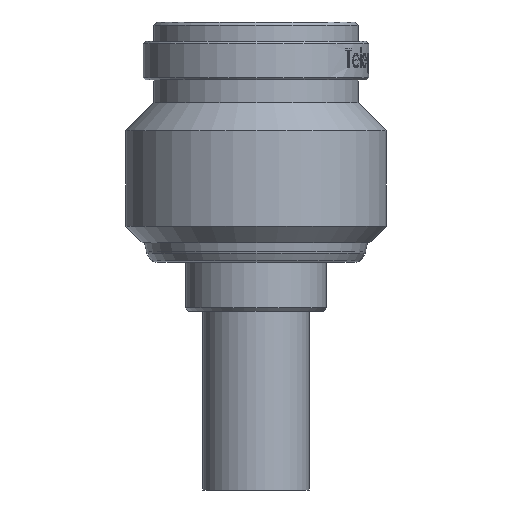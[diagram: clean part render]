
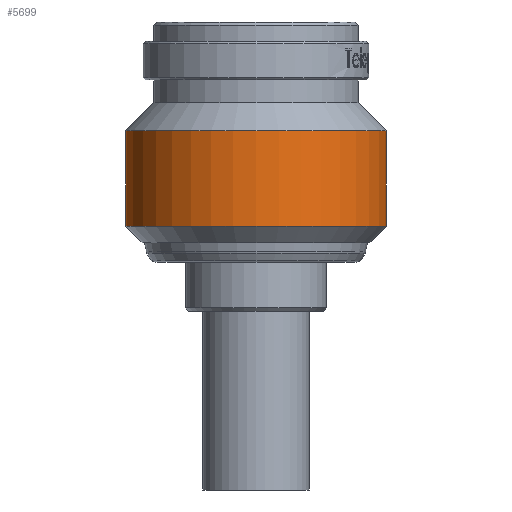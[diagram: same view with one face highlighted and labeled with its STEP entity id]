
A CAD part, front view. The second image highlights one B-rep face of the part: STEP entity #5699.
In plain terms, the highlighted cylindrical face has radius 8.1 mm (diameter 16.2 mm), a partial arc.
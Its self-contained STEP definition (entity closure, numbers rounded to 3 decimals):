
#46 = VERTEX_POINT ( 'NONE', #8908 ) ;
#133 = FACE_OUTER_BOUND ( 'NONE', #13508, .T. ) ;
#769 = EDGE_CURVE ( 'NONE', #9867, #3734, #9659, .T. ) ;
#1588 = CARTESIAN_POINT ( 'NONE',  ( 0., 0., -11.825 ) ) ;
#1661 = ORIENTED_EDGE ( 'NONE', *, *, #8837, .F. ) ;
#1702 = DIRECTION ( 'NONE',  ( 0., 0., 1. ) ) ;
#1761 = VERTEX_POINT ( 'NONE', #4389 ) ;
#2260 = AXIS2_PLACEMENT_3D ( 'NONE', #14959, #6622, #16380 ) ;
#2798 = EDGE_CURVE ( 'NONE', #46, #1761, #12984, .T. ) ;
#2911 = ORIENTED_EDGE ( 'NONE', *, *, #12112, .T. ) ;
#3002 = DIRECTION ( 'NONE',  ( 1., 0., 0. ) ) ;
#3565 = CARTESIAN_POINT ( 'NONE',  ( -8.1, 0., 0.85 ) ) ;
#3734 = VERTEX_POINT ( 'NONE', #16833 ) ;
#3868 = ORIENTED_EDGE ( 'NONE', *, *, #2798, .T. ) ;
#4389 = CARTESIAN_POINT ( 'NONE',  ( 8.1, 0., -5.9 ) ) ;
#5699 = ADVANCED_FACE ( 'NONE', ( #133 ), #13272, .T. ) ;
#6622 = DIRECTION ( 'NONE',  ( 0., 0., 1. ) ) ;
#6869 = CARTESIAN_POINT ( 'NONE',  ( 0., 0., 0.85 ) ) ;
#7912 = CIRCLE ( 'NONE', #15358, 8.1 ) ;
#8837 = EDGE_CURVE ( 'NONE', #3734, #1761, #16165, .T. ) ;
#8902 = ORIENTED_EDGE ( 'NONE', *, *, #769, .F. ) ;
#8908 = CARTESIAN_POINT ( 'NONE',  ( 8.1, 0., -11.825 ) ) ;
#9659 = LINE ( 'NONE', #3565, #17050 ) ;
#9867 = VERTEX_POINT ( 'NONE', #9930 ) ;
#9930 = CARTESIAN_POINT ( 'NONE',  ( -8.1, 0., -11.825 ) ) ;
#11346 = AXIS2_PLACEMENT_3D ( 'NONE', #6869, #16626, #16690 ) ;
#11389 = DIRECTION ( 'NONE',  ( 0., 0., 1. ) ) ;
#11958 = DIRECTION ( 'NONE',  ( 0., 0., 1. ) ) ;
#12112 = EDGE_CURVE ( 'NONE', #9867, #46, #7912, .T. ) ;
#12799 = CARTESIAN_POINT ( 'NONE',  ( 8.1, 0., 0.85 ) ) ;
#12984 = LINE ( 'NONE', #12799, #16237 ) ;
#13272 = CYLINDRICAL_SURFACE ( 'NONE', #11346, 8.1 ) ;
#13508 = EDGE_LOOP ( 'NONE', ( #8902, #2911, #3868, #1661 ) ) ;
#14959 = CARTESIAN_POINT ( 'NONE',  ( 0., 0., -5.9 ) ) ;
#15358 = AXIS2_PLACEMENT_3D ( 'NONE', #1588, #11389, #3002 ) ;
#16165 = CIRCLE ( 'NONE', #2260, 8.1 ) ;
#16237 = VECTOR ( 'NONE', #1702, 1000. ) ;
#16380 = DIRECTION ( 'NONE',  ( 1., 0., 0. ) ) ;
#16626 = DIRECTION ( 'NONE',  ( 0., 0., 1. ) ) ;
#16690 = DIRECTION ( 'NONE',  ( 1., 0., 0. ) ) ;
#16833 = CARTESIAN_POINT ( 'NONE',  ( -8.1, 0., -5.9 ) ) ;
#17050 = VECTOR ( 'NONE', #11958, 1000. ) ;
